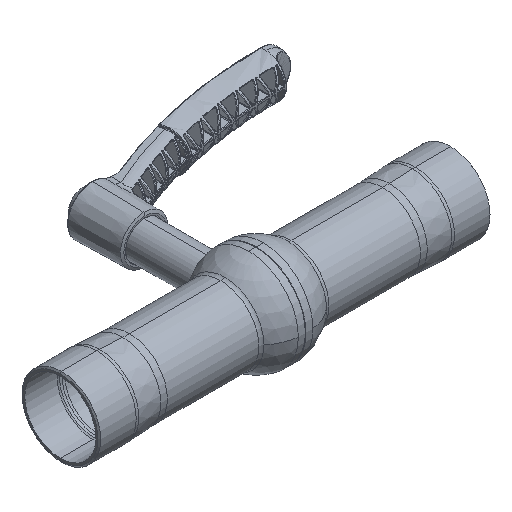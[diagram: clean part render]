
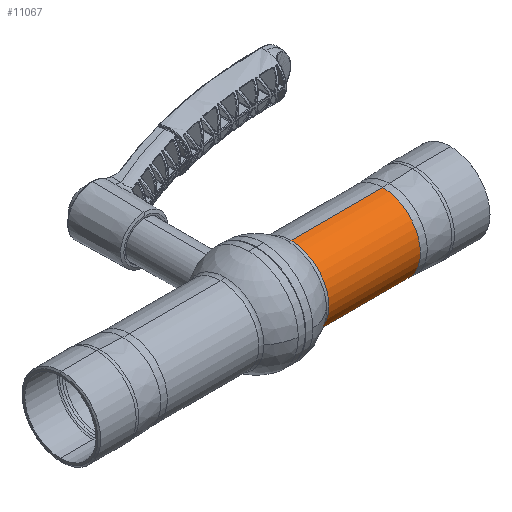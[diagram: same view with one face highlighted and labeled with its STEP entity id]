
A CAD part, isometric view. The second image highlights one B-rep face of the part: STEP entity #11067.
In plain terms, the highlighted cylindrical face has radius 29.05 mm (diameter 58.1 mm), a partial arc.
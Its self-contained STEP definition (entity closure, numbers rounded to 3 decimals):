
#1302 = CARTESIAN_POINT ( 'NONE',  ( 185.507, 0., -29.05 ) ) ;
#1610 = EDGE_LOOP ( 'NONE', ( #31311, #17594, #10098, #28175 ) ) ;
#1877 = VERTEX_POINT ( 'NONE', #30751 ) ;
#2349 = DIRECTION ( 'NONE',  ( 1., 0., 0. ) ) ;
#2552 = VERTEX_POINT ( 'NONE', #5026 ) ;
#4022 = CARTESIAN_POINT ( 'NONE',  ( 97., 0., 0. ) ) ;
#4297 = EDGE_CURVE ( 'NONE', #1877, #2552, #36341, .T. ) ;
#4796 = CIRCLE ( 'NONE', #12487, 29.05 ) ;
#5026 = CARTESIAN_POINT ( 'NONE',  ( 26.832, 0., -29.05 ) ) ;
#9244 = CARTESIAN_POINT ( 'NONE',  ( 97., 0., -29.05 ) ) ;
#10098 = ORIENTED_EDGE ( 'NONE', *, *, #29946, .F. ) ;
#11067 = ADVANCED_FACE ( 'NONE', ( #27331 ), #27147, .T. ) ;
#11279 = DIRECTION ( 'NONE',  ( 1., 0., 0. ) ) ;
#12487 = AXIS2_PLACEMENT_3D ( 'NONE', #4022, #20854, #28838 ) ;
#14562 = CARTESIAN_POINT ( 'NONE',  ( 97., 0., 29.05 ) ) ;
#15645 = AXIS2_PLACEMENT_3D ( 'NONE', #33660, #11279, #19787 ) ;
#15704 = DIRECTION ( 'NONE',  ( 1., 0., 0. ) ) ;
#17594 = ORIENTED_EDGE ( 'NONE', *, *, #17604, .T. ) ;
#17604 = EDGE_CURVE ( 'NONE', #2552, #27972, #26636, .T. ) ;
#18518 = VECTOR ( 'NONE', #15704, 1000. ) ;
#19787 = DIRECTION ( 'NONE',  ( 0., 0., 1. ) ) ;
#20854 = DIRECTION ( 'NONE',  ( 1., 0., 0. ) ) ;
#21405 = CARTESIAN_POINT ( 'NONE',  ( 185.507, 0., 0. ) ) ;
#22218 = AXIS2_PLACEMENT_3D ( 'NONE', #21405, #2349, #27508 ) ;
#22359 = DIRECTION ( 'NONE',  ( 1., 0., 0. ) ) ;
#25149 = CARTESIAN_POINT ( 'NONE',  ( 185.507, 0., 29.05 ) ) ;
#26636 = LINE ( 'NONE', #1302, #18518 ) ;
#27147 = CYLINDRICAL_SURFACE ( 'NONE', #22218, 29.05 ) ;
#27224 = EDGE_CURVE ( 'NONE', #1877, #34997, #27920, .T. ) ;
#27331 = FACE_OUTER_BOUND ( 'NONE', #1610, .T. ) ;
#27508 = DIRECTION ( 'NONE',  ( 0., 0., 1. ) ) ;
#27920 = LINE ( 'NONE', #25149, #30646 ) ;
#27972 = VERTEX_POINT ( 'NONE', #9244 ) ;
#28175 = ORIENTED_EDGE ( 'NONE', *, *, #27224, .F. ) ;
#28838 = DIRECTION ( 'NONE',  ( 0., 0., 1. ) ) ;
#29946 = EDGE_CURVE ( 'NONE', #34997, #27972, #4796, .T. ) ;
#30646 = VECTOR ( 'NONE', #22359, 1000. ) ;
#30751 = CARTESIAN_POINT ( 'NONE',  ( 26.832, 0., 29.05 ) ) ;
#31311 = ORIENTED_EDGE ( 'NONE', *, *, #4297, .T. ) ;
#33660 = CARTESIAN_POINT ( 'NONE',  ( 26.832, 0., 0. ) ) ;
#34997 = VERTEX_POINT ( 'NONE', #14562 ) ;
#36341 = CIRCLE ( 'NONE', #15645, 29.05 ) ;
